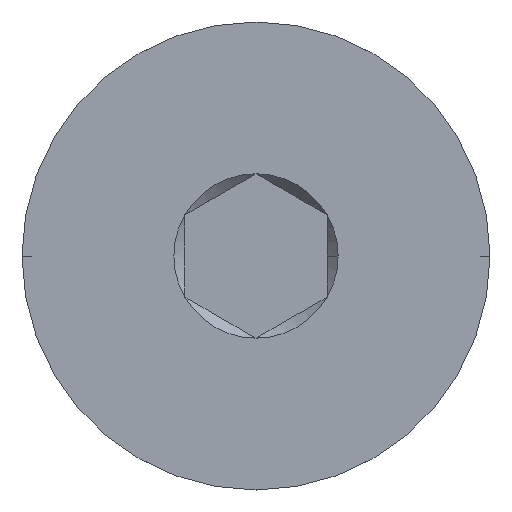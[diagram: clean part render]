
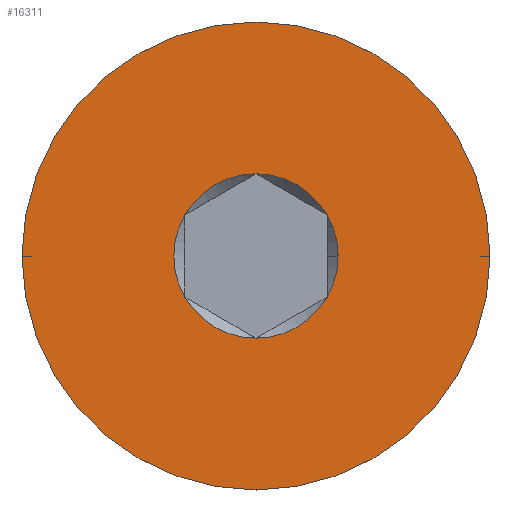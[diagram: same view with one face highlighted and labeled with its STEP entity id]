
A CAD part, top view. The second image highlights one B-rep face of the part: STEP entity #16311.
In plain terms, the highlighted planar face has unit normal (0, 0, 1).
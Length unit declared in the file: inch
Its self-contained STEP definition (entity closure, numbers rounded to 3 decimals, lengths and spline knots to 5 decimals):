
#22 = CARTESIAN_POINT ( 'NONE',  ( 0., 0., 1.5 ) ) ;
#24 = CARTESIAN_POINT ( 'NONE',  ( 0., 0., 1.5 ) ) ;
#151 = DIRECTION ( 'NONE',  ( 1., 0., 0. ) ) ;
#276 = CARTESIAN_POINT ( 'NONE',  ( -0.0625, -0.03608, 1.5 ) ) ;
#432 = EDGE_CURVE ( 'NONE', #16328, #2172, #1158, .T. ) ;
#637 = DIRECTION ( 'NONE',  ( 1., 0., 0. ) ) ;
#1103 = DIRECTION ( 'NONE',  ( -1., 0., 0. ) ) ;
#1158 = CIRCLE ( 'NONE', #4162, 0.07217 ) ;
#1197 = DIRECTION ( 'NONE',  ( 0., 0., -1. ) ) ;
#1453 = DIRECTION ( 'NONE',  ( 1., 0., 0. ) ) ;
#1645 = PLANE ( 'NONE',  #3929 ) ;
#1699 = EDGE_CURVE ( 'NONE', #4043, #16328, #3636, .T. ) ;
#2172 = VERTEX_POINT ( 'NONE', #11332 ) ;
#2250 = ORIENTED_EDGE ( 'NONE', *, *, #16403, .F. ) ;
#2414 = DIRECTION ( 'NONE',  ( 0., 0., -1. ) ) ;
#2992 = AXIS2_PLACEMENT_3D ( 'NONE', #14207, #1197, #14031 ) ;
#3059 = EDGE_LOOP ( 'NONE', ( #6388, #6247, #2250, #3688, #10338, #5169, #3771 ) ) ;
#3636 = CIRCLE ( 'NONE', #12565, 0.07217 ) ;
#3682 = EDGE_CURVE ( 'NONE', #2172, #15717, #16035, .T. ) ;
#3688 = ORIENTED_EDGE ( 'NONE', *, *, #3682, .F. ) ;
#3771 = ORIENTED_EDGE ( 'NONE', *, *, #9594, .F. ) ;
#3929 = AXIS2_PLACEMENT_3D ( 'NONE', #11607, #17425, #6118 ) ;
#4043 = VERTEX_POINT ( 'NONE', #6968 ) ;
#4162 = AXIS2_PLACEMENT_3D ( 'NONE', #24, #18430, #1453 ) ;
#4225 = AXIS2_PLACEMENT_3D ( 'NONE', #6298, #9167, #637 ) ;
#4402 = DIRECTION ( 'NONE',  ( 0., 0., 1. ) ) ;
#4593 = FACE_BOUND ( 'NONE', #3059, .T. ) ;
#4627 = CARTESIAN_POINT ( 'NONE',  ( 0., 0., 1.5 ) ) ;
#5038 = DIRECTION ( 'NONE',  ( 0., 0., 1. ) ) ;
#5169 = ORIENTED_EDGE ( 'NONE', *, *, #1699, .F. ) ;
#5741 = CIRCLE ( 'NONE', #6793, 0.07217 ) ;
#5970 = DIRECTION ( 'NONE',  ( 0., 0., 1. ) ) ;
#6059 = DIRECTION ( 'NONE',  ( 1., 0., 0. ) ) ;
#6118 = DIRECTION ( 'NONE',  ( 1., 0., 0. ) ) ;
#6156 = VERTEX_POINT ( 'NONE', #16106 ) ;
#6247 = ORIENTED_EDGE ( 'NONE', *, *, #7595, .F. ) ;
#6298 = CARTESIAN_POINT ( 'NONE',  ( 0., 0., 1.5 ) ) ;
#6351 = CARTESIAN_POINT ( 'NONE',  ( 0., 0., 1.5 ) ) ;
#6388 = ORIENTED_EDGE ( 'NONE', *, *, #18409, .F. ) ;
#6765 = AXIS2_PLACEMENT_3D ( 'NONE', #4627, #14596, #6059 ) ;
#6793 = AXIS2_PLACEMENT_3D ( 'NONE', #8748, #4402, #151 ) ;
#6968 = CARTESIAN_POINT ( 'NONE',  ( -0.0625, 0.03608, 1.5 ) ) ;
#7014 = CARTESIAN_POINT ( 'NONE',  ( 0.0625, -0.03608, 1.5 ) ) ;
#7595 = EDGE_CURVE ( 'NONE', #9018, #13760, #5741, .T. ) ;
#7689 = CIRCLE ( 'NONE', #17375, 0.07217 ) ;
#8461 = CARTESIAN_POINT ( 'NONE',  ( 0.07217, 0., 1.5 ) ) ;
#8748 = CARTESIAN_POINT ( 'NONE',  ( 0., 0., 1.5 ) ) ;
#8836 = CIRCLE ( 'NONE', #6765, 0.07217 ) ;
#9012 = CARTESIAN_POINT ( 'NONE',  ( 0.0625, 0.03608, 1.5 ) ) ;
#9018 = VERTEX_POINT ( 'NONE', #8461 ) ;
#9167 = DIRECTION ( 'NONE',  ( 0., 0., 1. ) ) ;
#9318 = CARTESIAN_POINT ( 'NONE',  ( 0., 0.07217, 1.5 ) ) ;
#9594 = EDGE_CURVE ( 'NONE', #14035, #4043, #14651, .T. ) ;
#10114 = DIRECTION ( 'NONE',  ( 1., 0., 0. ) ) ;
#10338 = ORIENTED_EDGE ( 'NONE', *, *, #432, .F. ) ;
#10395 = AXIS2_PLACEMENT_3D ( 'NONE', #6351, #5038, #17658 ) ;
#10479 = DIRECTION ( 'NONE',  ( 0., 0., 1. ) ) ;
#10970 = VERTEX_POINT ( 'NONE', #11765 ) ;
#11251 = EDGE_LOOP ( 'NONE', ( #13793, #17619 ) ) ;
#11332 = CARTESIAN_POINT ( 'NONE',  ( 0., -0.07217, 1.5 ) ) ;
#11607 = CARTESIAN_POINT ( 'NONE',  ( 0., 0., 1.5 ) ) ;
#11765 = CARTESIAN_POINT ( 'NONE',  ( -0.2055, 0., 1.5 ) ) ;
#12565 = AXIS2_PLACEMENT_3D ( 'NONE', #22, #10479, #10114 ) ;
#12587 = AXIS2_PLACEMENT_3D ( 'NONE', #15407, #2414, #1103 ) ;
#13165 = EDGE_CURVE ( 'NONE', #6156, #10970, #13943, .T. ) ;
#13760 = VERTEX_POINT ( 'NONE', #9012 ) ;
#13793 = ORIENTED_EDGE ( 'NONE', *, *, #18271, .F. ) ;
#13943 = CIRCLE ( 'NONE', #12587, 0.2055 ) ;
#13977 = FACE_OUTER_BOUND ( 'NONE', #11251, .T. ) ;
#14031 = DIRECTION ( 'NONE',  ( -1., 0., 0. ) ) ;
#14035 = VERTEX_POINT ( 'NONE', #9318 ) ;
#14207 = CARTESIAN_POINT ( 'NONE',  ( 0., 0., 1.5 ) ) ;
#14272 = DIRECTION ( 'NONE',  ( 1., 0., 0. ) ) ;
#14514 = CARTESIAN_POINT ( 'NONE',  ( 0., 0., 1.5 ) ) ;
#14596 = DIRECTION ( 'NONE',  ( 0., 0., 1. ) ) ;
#14651 = CIRCLE ( 'NONE', #10395, 0.07217 ) ;
#15252 = CIRCLE ( 'NONE', #2992, 0.2055 ) ;
#15407 = CARTESIAN_POINT ( 'NONE',  ( 0., 0., 1.5 ) ) ;
#15717 = VERTEX_POINT ( 'NONE', #7014 ) ;
#16035 = CIRCLE ( 'NONE', #4225, 0.07217 ) ;
#16106 = CARTESIAN_POINT ( 'NONE',  ( 0.2055, 0., 1.5 ) ) ;
#16311 = ADVANCED_FACE ( 'NONE', ( #4593, #13977 ), #1645, .T. ) ;
#16328 = VERTEX_POINT ( 'NONE', #276 ) ;
#16403 = EDGE_CURVE ( 'NONE', #15717, #9018, #8836, .T. ) ;
#17375 = AXIS2_PLACEMENT_3D ( 'NONE', #14514, #5970, #14272 ) ;
#17425 = DIRECTION ( 'NONE',  ( 0., 0., 1. ) ) ;
#17619 = ORIENTED_EDGE ( 'NONE', *, *, #13165, .F. ) ;
#17658 = DIRECTION ( 'NONE',  ( 1., 0., 0. ) ) ;
#18271 = EDGE_CURVE ( 'NONE', #10970, #6156, #15252, .T. ) ;
#18409 = EDGE_CURVE ( 'NONE', #13760, #14035, #7689, .T. ) ;
#18430 = DIRECTION ( 'NONE',  ( 0., 0., 1. ) ) ;
